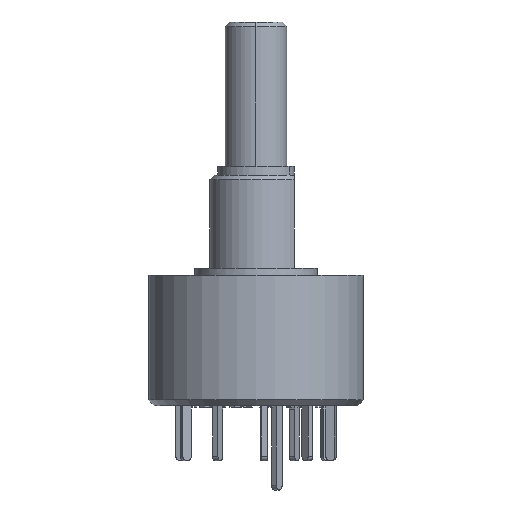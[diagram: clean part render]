
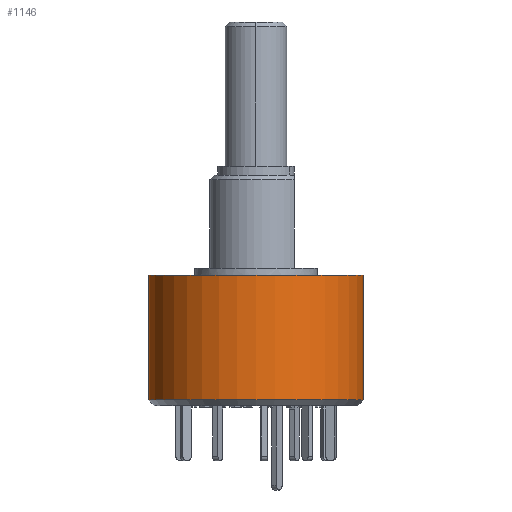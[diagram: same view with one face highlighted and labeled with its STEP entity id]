
A CAD part, left-side view. The second image highlights one B-rep face of the part: STEP entity #1146.
In plain terms, the highlighted cylindrical face has radius 7 mm (diameter 14 mm), a partial arc.
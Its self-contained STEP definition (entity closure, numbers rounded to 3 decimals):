
#948 = CARTESIAN_POINT ( 'NONE',  ( 0., 7., -0.45 ) ) ;
#971 = CIRCLE ( 'NONE', #8937, 7. ) ;
#1146 = ADVANCED_FACE ( 'NONE', ( #13537 ), #7213, .T. ) ;
#1203 = DIRECTION ( 'NONE',  ( 0., -1., 0. ) ) ;
#1845 = DIRECTION ( 'NONE',  ( 0., -1., 0. ) ) ;
#2149 = DIRECTION ( 'NONE',  ( 0., 0., -1. ) ) ;
#2303 = CARTESIAN_POINT ( 'NONE',  ( 0., -7., -8.574 ) ) ;
#3188 = EDGE_CURVE ( 'NONE', #11766, #7567, #9396, .T. ) ;
#4179 = CARTESIAN_POINT ( 'NONE',  ( 0., 7., -8.574 ) ) ;
#6510 = VECTOR ( 'NONE', #11854, 1000. ) ;
#6586 = DIRECTION ( 'NONE',  ( 0., 0., -1. ) ) ;
#6592 = CIRCLE ( 'NONE', #10286, 7. ) ;
#6673 = VERTEX_POINT ( 'NONE', #7428 ) ;
#6712 = CARTESIAN_POINT ( 'NONE',  ( 0., 0., -8.574 ) ) ;
#7026 = CARTESIAN_POINT ( 'NONE',  ( 0., -7., -0.45 ) ) ;
#7213 = CYLINDRICAL_SURFACE ( 'NONE', #14537, 7. ) ;
#7428 = CARTESIAN_POINT ( 'NONE',  ( 0., -7., -0.45 ) ) ;
#7567 = VERTEX_POINT ( 'NONE', #4179 ) ;
#7892 = DIRECTION ( 'NONE',  ( 0., 0., 1. ) ) ;
#8538 = EDGE_CURVE ( 'NONE', #11766, #6673, #6592, .T. ) ;
#8543 = DIRECTION ( 'NONE',  ( 0., 0., 1. ) ) ;
#8937 = AXIS2_PLACEMENT_3D ( 'NONE', #6712, #7892, #1845 ) ;
#8958 = ORIENTED_EDGE ( 'NONE', *, *, #9177, .T. ) ;
#9177 = EDGE_CURVE ( 'NONE', #7567, #10648, #971, .T. ) ;
#9182 = ORIENTED_EDGE ( 'NONE', *, *, #10435, .F. ) ;
#9396 = LINE ( 'NONE', #948, #6510 ) ;
#9694 = VECTOR ( 'NONE', #2149, 1000. ) ;
#10286 = AXIS2_PLACEMENT_3D ( 'NONE', #15864, #8543, #1203 ) ;
#10435 = EDGE_CURVE ( 'NONE', #6673, #10648, #12541, .T. ) ;
#10648 = VERTEX_POINT ( 'NONE', #2303 ) ;
#11631 = EDGE_LOOP ( 'NONE', ( #9182, #12249, #14509, #8958 ) ) ;
#11650 = CARTESIAN_POINT ( 'NONE',  ( 0., 0., -0.45 ) ) ;
#11766 = VERTEX_POINT ( 'NONE', #14936 ) ;
#11854 = DIRECTION ( 'NONE',  ( 0., 0., -1. ) ) ;
#12249 = ORIENTED_EDGE ( 'NONE', *, *, #8538, .F. ) ;
#12541 = LINE ( 'NONE', #7026, #9694 ) ;
#12820 = DIRECTION ( 'NONE',  ( 0., 1., 0. ) ) ;
#13537 = FACE_OUTER_BOUND ( 'NONE', #11631, .T. ) ;
#14509 = ORIENTED_EDGE ( 'NONE', *, *, #3188, .T. ) ;
#14537 = AXIS2_PLACEMENT_3D ( 'NONE', #11650, #6586, #12820 ) ;
#14936 = CARTESIAN_POINT ( 'NONE',  ( 0., 7., -0.45 ) ) ;
#15864 = CARTESIAN_POINT ( 'NONE',  ( 0., 0., -0.45 ) ) ;
